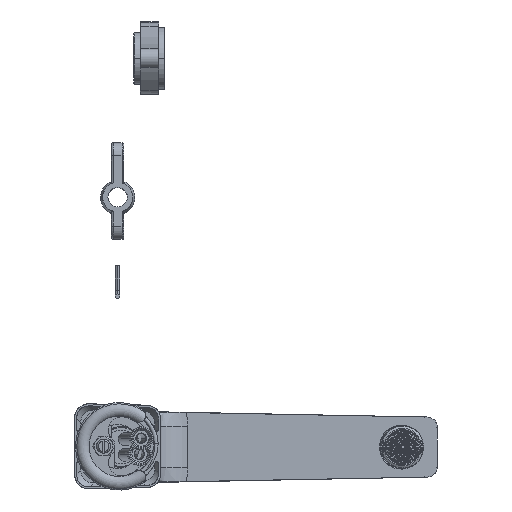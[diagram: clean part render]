
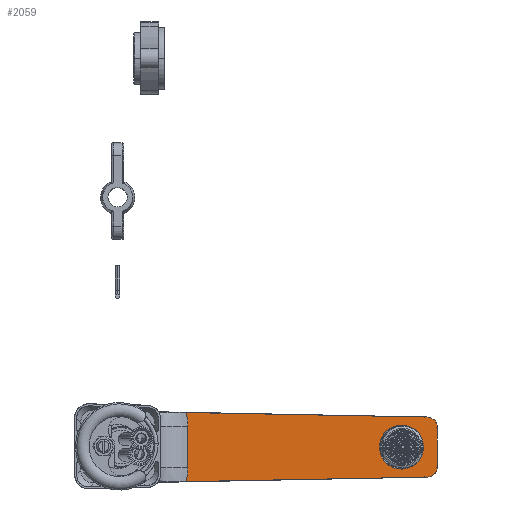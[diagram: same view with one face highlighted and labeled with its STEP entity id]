
A CAD part, top view. The second image highlights one B-rep face of the part: STEP entity #2059.
In plain terms, the highlighted planar face has unit normal (0.018, 0, 1).
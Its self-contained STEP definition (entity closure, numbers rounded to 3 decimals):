
#104=CARTESIAN_POINT('',(174.612,17.137,-222.782));
#106=DIRECTION('',(-1.,0.019,0.017));
#107=VECTOR('',#106,135.79);
#108=CARTESIAN_POINT('',(174.612,17.137,-222.782));
#109=LINE('',#108,#107);
#261=CARTESIAN_POINT('',(38.866,19.654,-220.413));
#262=CARTESIAN_POINT('',(39.119,18.796,-220.417));
#263=CARTESIAN_POINT('',(39.542,17.065,-220.424));
#264=CARTESIAN_POINT('',(39.928,14.399,-220.431));
#265=CARTESIAN_POINT('',(40.013,12.618,-220.433));
#266=CARTESIAN_POINT('',(40.013,11.724,-220.433));
#273=DIRECTION('',(0.,-1.,0.));
#274=VECTOR('',#273,23.032);
#275=CARTESIAN_POINT('',(182.,11.516,-222.911));
#276=LINE('',#275,#274);
#277=CARTESIAN_POINT('',(182.,-11.516,-222.911));
#278=CARTESIAN_POINT('',(182.,-12.398,-222.911));
#279=CARTESIAN_POINT('',(181.595,-13.804,-222.904));
#280=CARTESIAN_POINT('',(179.987,-15.912,-222.876));
#281=CARTESIAN_POINT('',(178.096,-16.887,-222.843));
#282=CARTESIAN_POINT('',(176.346,-17.105,-222.812));
#284=DIRECTION('',(-1.,-0.019,0.017));
#285=VECTOR('',#284,137.525);
#286=CARTESIAN_POINT('',(176.346,-17.105,-222.812));
#287=LINE('',#286,#285);
#288=CARTESIAN_POINT('',(38.866,-19.654,-220.413));
#289=CARTESIAN_POINT('',(39.12,-18.796,-220.417));
#290=CARTESIAN_POINT('',(39.543,-17.063,-220.424));
#291=CARTESIAN_POINT('',(39.928,-14.398,-220.431));
#292=CARTESIAN_POINT('',(40.013,-12.618,-220.433));
#293=CARTESIAN_POINT('',(40.013,-11.724,-220.433));
#295=CARTESIAN_POINT('',(149.071,0.,-222.336));
#296=CARTESIAN_POINT('',(149.071,1.473,-222.336));
#297=CARTESIAN_POINT('',(149.606,4.655,-222.346));
#298=CARTESIAN_POINT('',(152.478,9.103,-222.396));
#299=CARTESIAN_POINT('',(156.184,11.488,-222.46));
#300=CARTESIAN_POINT('',(159.337,12.369,-222.515));
#301=CARTESIAN_POINT('',(161.6,12.566,-222.555));
#302=CARTESIAN_POINT('',(163.862,12.369,-222.594));
#303=CARTESIAN_POINT('',(167.015,11.488,-222.65));
#304=CARTESIAN_POINT('',(170.721,9.103,-222.714));
#305=CARTESIAN_POINT('',(173.594,4.655,-222.764));
#306=CARTESIAN_POINT('',(174.128,1.473,-222.774));
#307=CARTESIAN_POINT('',(174.128,0.,-222.774));
#309=CARTESIAN_POINT('',(174.128,0.,-222.774));
#310=CARTESIAN_POINT('',(174.128,-1.473,-222.774));
#311=CARTESIAN_POINT('',(173.594,-4.655,-222.764));
#312=CARTESIAN_POINT('',(170.721,-9.103,-222.714));
#313=CARTESIAN_POINT('',(167.015,-11.488,-222.65));
#314=CARTESIAN_POINT('',(163.862,-12.369,-222.594));
#315=CARTESIAN_POINT('',(161.6,-12.566,-222.555));
#316=CARTESIAN_POINT('',(159.337,-12.369,-222.515));
#317=CARTESIAN_POINT('',(156.184,-11.488,-222.46));
#318=CARTESIAN_POINT('',(152.478,-9.103,-222.396));
#319=CARTESIAN_POINT('',(149.606,-4.655,-222.346));
#320=CARTESIAN_POINT('',(149.071,-1.473,-222.336));
#321=CARTESIAN_POINT('',(149.071,0.,-222.336));
#327=CARTESIAN_POINT('',(182.,11.516,-222.911));
#328=CARTESIAN_POINT('',(182.,12.655,-222.911));
#329=CARTESIAN_POINT('',(181.378,14.255,-222.9));
#330=CARTESIAN_POINT('',(179.787,15.939,-222.872));
#331=CARTESIAN_POINT('',(177.608,16.983,-222.834));
#332=CARTESIAN_POINT('',(175.747,17.233,-222.802));
#333=CARTESIAN_POINT('',(174.612,17.137,-222.782));
#1357=DIRECTION('',(0.,1.,0.));
#1358=VECTOR('',#1357,23.447);
#1359=CARTESIAN_POINT('',(40.013,-11.724,
-220.433));
#1360=LINE('',#1359,#1358);
#1405=CARTESIAN_POINT('',(40.013,-11.724,
-220.433));
#1406=CARTESIAN_POINT('',(40.013,11.724,-220.433));
#1407=VERTEX_POINT('',#1405);
#1408=VERTEX_POINT('',#1406);
#1418=VERTEX_POINT('',#104);
#1419=CARTESIAN_POINT('',(182.,11.516,-222.911));
#1420=CARTESIAN_POINT('',(182.,-11.516,
-222.911));
#1421=VERTEX_POINT('',#1419);
#1422=VERTEX_POINT('',#1420);
#1423=VERTEX_POINT('',#282);
#1435=CARTESIAN_POINT('',(38.866,-19.654,
-220.413));
#1436=VERTEX_POINT('',#1435);
#1437=CARTESIAN_POINT('',(38.866,19.654,-220.413));
#1438=VERTEX_POINT('',#1437);
#1612=VERTEX_POINT('',#295);
#1613=VERTEX_POINT('',#307);
#2033=CARTESIAN_POINT('',(195.385,-23.295,
-223.145));
#2034=DIRECTION('',(0.017,0.,1.));
#2035=DIRECTION('',(0.,1.,0.));
#2036=AXIS2_PLACEMENT_3D('',#2033,#2034,#2035);
#2037=PLANE('',#2036);
#2038=ORIENTED_EDGE('',*,*,#2026,.F.);
#2039=ORIENTED_EDGE('',*,*,#1841,.F.);
#2041=ORIENTED_EDGE('',*,*,#2040,.F.);
#2043=ORIENTED_EDGE('',*,*,#2042,.T.);
#2045=ORIENTED_EDGE('',*,*,#2044,.T.);
#2046=ORIENTED_EDGE('',*,*,#1906,.T.);
#2048=ORIENTED_EDGE('',*,*,#2047,.T.);
#2050=ORIENTED_EDGE('',*,*,#2049,.T.);
#2051=EDGE_LOOP('',(#2038,#2039,#2041,#2043,#2045,#2046,#2048,#2050));
#2052=FACE_OUTER_BOUND('',#2051,.F.);
#2054=ORIENTED_EDGE('',*,*,#2053,.F.);
#2056=ORIENTED_EDGE('',*,*,#2055,.F.);
#2057=EDGE_LOOP('',(#2054,#2056));
#2058=FACE_BOUND('',#2057,.F.);
#2059=ADVANCED_FACE('',(#2052,#2058),#2037,.T.);
#267=B_SPLINE_CURVE_WITH_KNOTS('',3,(#261,#262,#263,#264,#265,#266),
.UNSPECIFIED.,.F.,.F.,(4,1,1,4),(0.,0.333,0.667,1.),
.UNSPECIFIED.);
#283=B_SPLINE_CURVE_WITH_KNOTS('',3,(#277,#278,#279,#280,#281,#282),
.UNSPECIFIED.,.F.,.F.,(4,1,1,4),(0.,0.25,0.5,1.),.UNSPECIFIED.);
#294=B_SPLINE_CURVE_WITH_KNOTS('',3,(#288,#289,#290,#291,#292,#293),
.UNSPECIFIED.,.F.,.F.,(4,1,1,4),(0.,0.333,0.667,1.),
.UNSPECIFIED.);
#308=B_SPLINE_CURVE_WITH_KNOTS('',3,(#295,#296,#297,#298,#299,#300,#301,#302,
#303,#304,#305,#306,#307),.UNSPECIFIED.,.F.,.F.,(4,1,1,1,1,1,1,1,1,1,4),(0.,
0.125,0.25,0.375,0.438,0.5,0.563,0.625,0.75,0.875,1.),
.UNSPECIFIED.);
#322=B_SPLINE_CURVE_WITH_KNOTS('',3,(#309,#310,#311,#312,#313,#314,#315,#316,
#317,#318,#319,#320,#321),.UNSPECIFIED.,.F.,.F.,(4,1,1,1,1,1,1,1,1,1,4),(0.,
0.125,0.25,0.375,0.438,0.5,0.563,0.625,0.75,0.875,1.),
.UNSPECIFIED.);
#334=B_SPLINE_CURVE_WITH_KNOTS('',3,(#327,#328,#329,#330,#331,#332,#333),
.UNSPECIFIED.,.F.,.F.,(4,1,1,1,4),(0.,0.25,0.5,0.75,1.),
.UNSPECIFIED.);
#1841=EDGE_CURVE('',#1418,#1438,#109,.T.);
#1906=EDGE_CURVE('',#1423,#1436,#287,.T.);
#2026=EDGE_CURVE('',#1438,#1408,#267,.T.);
#2040=EDGE_CURVE('',#1421,#1418,#334,.T.);
#2042=EDGE_CURVE('',#1421,#1422,#276,.T.);
#2044=EDGE_CURVE('',#1422,#1423,#283,.T.);
#2047=EDGE_CURVE('',#1436,#1407,#294,.T.);
#2049=EDGE_CURVE('',#1407,#1408,#1360,.T.);
#2053=EDGE_CURVE('',#1612,#1613,#308,.T.);
#2055=EDGE_CURVE('',#1613,#1612,#322,.T.);
